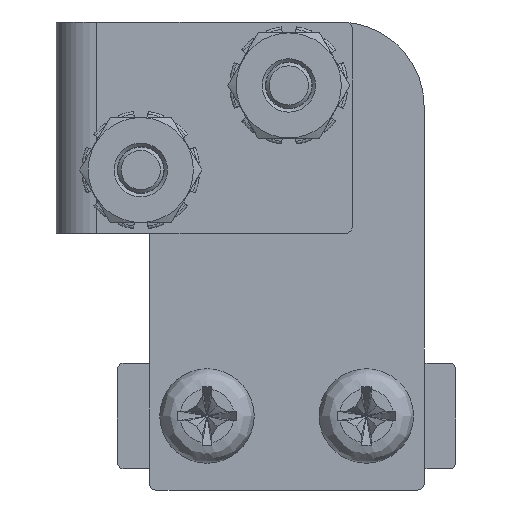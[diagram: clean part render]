
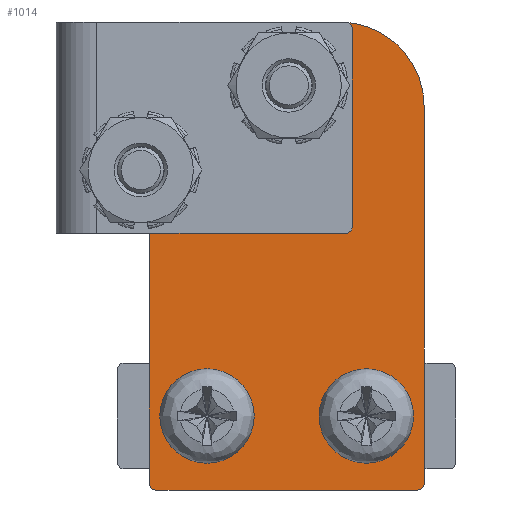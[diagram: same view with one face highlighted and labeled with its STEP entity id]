
A CAD part, left-side view. The second image highlights one B-rep face of the part: STEP entity #1014.
In plain terms, the highlighted planar face has unit normal (-1, 0, 0).
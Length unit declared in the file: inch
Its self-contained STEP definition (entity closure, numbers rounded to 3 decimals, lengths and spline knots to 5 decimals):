
#140 = ORIENTED_EDGE ( 'NONE', *, *, #1256, .F. ) ;
#354 = DIRECTION ( 'NONE',  ( -1., 0., 0. ) ) ;
#477 = DIRECTION ( 'NONE',  ( 0., 0., 1. ) ) ;
#556 = ORIENTED_EDGE ( 'NONE', *, *, #1945, .T. ) ;
#598 = AXIS2_PLACEMENT_3D ( 'NONE', #7902, #354, #6244 ) ;
#617 = VERTEX_POINT ( 'NONE', #5846 ) ;
#630 = AXIS2_PLACEMENT_3D ( 'NONE', #2595, #1675, #5799 ) ;
#876 = LINE ( 'NONE', #7596, #4658 ) ;
#1014 = ADVANCED_FACE ( 'NONE', ( #5676, #9029, #4137 ), #1493, .T. ) ;
#1085 = CARTESIAN_POINT ( 'NONE',  ( 0.13, -0.8375, 0.0625 ) ) ;
#1256 = EDGE_CURVE ( 'NONE', #8933, #4273, #2165, .T. ) ;
#1282 = AXIS2_PLACEMENT_3D ( 'NONE', #5753, #3941, #477 ) ;
#1293 = AXIS2_PLACEMENT_3D ( 'NONE', #2870, #9585, #6231 ) ;
#1401 = CARTESIAN_POINT ( 'NONE',  ( 0.13, -1.0875, -0.3125 ) ) ;
#1493 = PLANE ( 'NONE',  #2647 ) ;
#1517 = DIRECTION ( 'NONE',  ( 0., 0., 1. ) ) ;
#1674 = VERTEX_POINT ( 'NONE', #3322 ) ;
#1675 = DIRECTION ( 'NONE',  ( 1., 0., 0. ) ) ;
#1808 = LINE ( 'NONE', #5172, #7277 ) ;
#1860 = DIRECTION ( 'NONE',  ( 0., 0., 1. ) ) ;
#1945 = EDGE_CURVE ( 'NONE', #617, #10041, #2310, .T. ) ;
#2131 = EDGE_LOOP ( 'NONE', ( #6183, #8721, #556, #8878, #2809, #5448, #10116, #8092, #140 ) ) ;
#2165 = CIRCLE ( 'NONE', #1293, 0.02 ) ;
#2310 = LINE ( 'NONE', #8978, #5839 ) ;
#2595 = CARTESIAN_POINT ( 'NONE',  ( 0.13, -0.295, -1.0508 ) ) ;
#2647 = AXIS2_PLACEMENT_3D ( 'NONE', #6443, #5733, #3136 ) ;
#2750 = ORIENTED_EDGE ( 'NONE', *, *, #2794, .F. ) ;
#2794 = EDGE_CURVE ( 'NONE', #1674, #1674, #3201, .T. ) ;
#2809 = ORIENTED_EDGE ( 'NONE', *, *, #5909, .F. ) ;
#2870 = CARTESIAN_POINT ( 'NONE',  ( 0.13, -1.0675, -1.0508 ) ) ;
#2895 = VERTEX_POINT ( 'NONE', #5286 ) ;
#2906 = VECTOR ( 'NONE', #3880, 39.37008 ) ;
#3002 = CARTESIAN_POINT ( 'NONE',  ( 0.13, -0.27, -0.3125 ) ) ;
#3136 = DIRECTION ( 'NONE',  ( 0., 0., 1. ) ) ;
#3138 = DIRECTION ( 'NONE',  ( 0., 1., 0. ) ) ;
#3201 = CIRCLE ( 'NONE', #1282, 0.09375 ) ;
#3316 = EDGE_CURVE ( 'NONE', #10041, #7686, #1808, .T. ) ;
#3322 = CARTESIAN_POINT ( 'NONE',  ( 0.13, -0.91675, -0.7583 ) ) ;
#3827 = EDGE_CURVE ( 'NONE', #9290, #2895, #9711, .T. ) ;
#3880 = DIRECTION ( 'NONE',  ( 0., 0., 1. ) ) ;
#3941 = DIRECTION ( 'NONE',  ( -1., 0., 0. ) ) ;
#4051 = CARTESIAN_POINT ( 'NONE',  ( 0.13, -0.275, -1.0508 ) ) ;
#4137 = FACE_BOUND ( 'NONE', #4704, .T. ) ;
#4273 = VERTEX_POINT ( 'NONE', #6618 ) ;
#4342 = DIRECTION ( 'NONE',  ( -1., 0., 0. ) ) ;
#4457 = EDGE_CURVE ( 'NONE', #5953, #5953, #7100, .T. ) ;
#4473 = CIRCLE ( 'NONE', #7124, 0.25 ) ;
#4558 = VERTEX_POINT ( 'NONE', #5343 ) ;
#4658 = VECTOR ( 'NONE', #7496, 39.37008 ) ;
#4704 = EDGE_LOOP ( 'NONE', ( #8760 ) ) ;
#4835 = DIRECTION ( 'NONE',  ( 0., 1., 0. ) ) ;
#5027 = CIRCLE ( 'NONE', #630, 0.02 ) ;
#5172 = CARTESIAN_POINT ( 'NONE',  ( 0.13, -0.27, -0.3125 ) ) ;
#5286 = CARTESIAN_POINT ( 'NONE',  ( 0.13, -0.275, -0.3125 ) ) ;
#5343 = CARTESIAN_POINT ( 'NONE',  ( 0.13, -1.0875, 0.0625 ) ) ;
#5448 = ORIENTED_EDGE ( 'NONE', *, *, #3827, .F. ) ;
#5559 = VERTEX_POINT ( 'NONE', #9144 ) ;
#5676 = FACE_OUTER_BOUND ( 'NONE', #2131, .T. ) ;
#5733 = DIRECTION ( 'NONE',  ( -1., 0., 0. ) ) ;
#5753 = CARTESIAN_POINT ( 'NONE',  ( 0.13, -0.91675, -0.85205 ) ) ;
#5799 = DIRECTION ( 'NONE',  ( 0., 0., 1. ) ) ;
#5839 = VECTOR ( 'NONE', #3138, 39.37008 ) ;
#5846 = CARTESIAN_POINT ( 'NONE',  ( 0.13, -0.8375, 0.3125 ) ) ;
#5909 = EDGE_CURVE ( 'NONE', #2895, #7686, #876, .T. ) ;
#5953 = VERTEX_POINT ( 'NONE', #9309 ) ;
#6030 = EDGE_CURVE ( 'NONE', #4558, #617, #4473, .T. ) ;
#6183 = ORIENTED_EDGE ( 'NONE', *, *, #7062, .T. ) ;
#6231 = DIRECTION ( 'NONE',  ( 0., 0., 1. ) ) ;
#6244 = DIRECTION ( 'NONE',  ( 0., 0., 1. ) ) ;
#6359 = CARTESIAN_POINT ( 'NONE',  ( 0.13, -1.0875, -1.0708 ) ) ;
#6443 = CARTESIAN_POINT ( 'NONE',  ( 0.13, -0.15, -0.3125 ) ) ;
#6475 = EDGE_LOOP ( 'NONE', ( #2750 ) ) ;
#6618 = CARTESIAN_POINT ( 'NONE',  ( 0.13, -1.0675, -1.0708 ) ) ;
#6743 = EDGE_CURVE ( 'NONE', #4273, #5559, #8843, .T. ) ;
#7062 = EDGE_CURVE ( 'NONE', #8933, #4558, #10693, .T. ) ;
#7100 = CIRCLE ( 'NONE', #598, 0.09375 ) ;
#7124 = AXIS2_PLACEMENT_3D ( 'NONE', #1085, #4342, #1860 ) ;
#7244 = CARTESIAN_POINT ( 'NONE',  ( 0.13, -1.0875, -1.0508 ) ) ;
#7273 = CARTESIAN_POINT ( 'NONE',  ( 0.13, -0.27, 0.3125 ) ) ;
#7277 = VECTOR ( 'NONE', #8525, 39.37008 ) ;
#7445 = VECTOR ( 'NONE', #1517, 39.37008 ) ;
#7496 = DIRECTION ( 'NONE',  ( 0., 1., 0. ) ) ;
#7596 = CARTESIAN_POINT ( 'NONE',  ( 0.13, -0.67875, -0.3125 ) ) ;
#7686 = VERTEX_POINT ( 'NONE', #3002 ) ;
#7902 = CARTESIAN_POINT ( 'NONE',  ( 0.13, -0.44575, -0.85205 ) ) ;
#8092 = ORIENTED_EDGE ( 'NONE', *, *, #6743, .F. ) ;
#8107 = EDGE_CURVE ( 'NONE', #5559, #9290, #5027, .T. ) ;
#8237 = CARTESIAN_POINT ( 'NONE',  ( 0.13, -0.275, -0.3125 ) ) ;
#8525 = DIRECTION ( 'NONE',  ( 0., 0., -1. ) ) ;
#8721 = ORIENTED_EDGE ( 'NONE', *, *, #6030, .T. ) ;
#8760 = ORIENTED_EDGE ( 'NONE', *, *, #4457, .F. ) ;
#8843 = LINE ( 'NONE', #6359, #10800 ) ;
#8878 = ORIENTED_EDGE ( 'NONE', *, *, #3316, .T. ) ;
#8933 = VERTEX_POINT ( 'NONE', #7244 ) ;
#8978 = CARTESIAN_POINT ( 'NONE',  ( 0.13, -0.15, 0.3125 ) ) ;
#9029 = FACE_BOUND ( 'NONE', #6475, .T. ) ;
#9144 = CARTESIAN_POINT ( 'NONE',  ( 0.13, -0.295, -1.0708 ) ) ;
#9290 = VERTEX_POINT ( 'NONE', #4051 ) ;
#9309 = CARTESIAN_POINT ( 'NONE',  ( 0.13, -0.44575, -0.7583 ) ) ;
#9585 = DIRECTION ( 'NONE',  ( 1., 0., 0. ) ) ;
#9711 = LINE ( 'NONE', #8237, #7445 ) ;
#10041 = VERTEX_POINT ( 'NONE', #7273 ) ;
#10116 = ORIENTED_EDGE ( 'NONE', *, *, #8107, .F. ) ;
#10693 = LINE ( 'NONE', #1401, #2906 ) ;
#10800 = VECTOR ( 'NONE', #4835, 39.37008 ) ;
